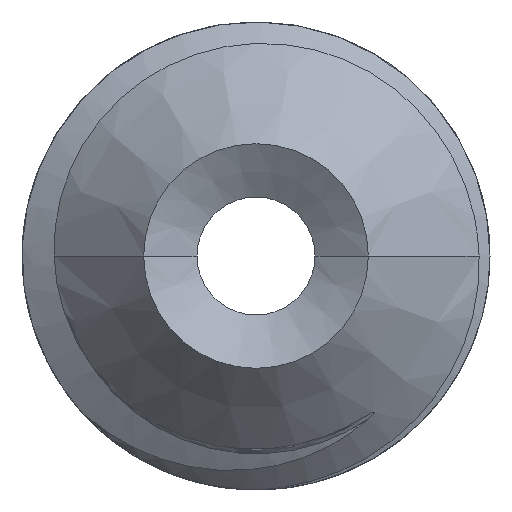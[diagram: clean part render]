
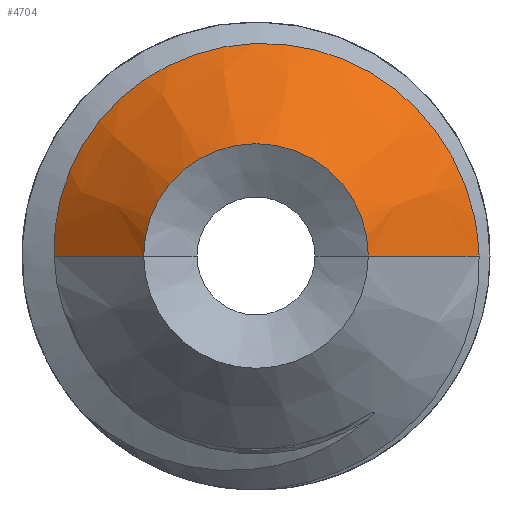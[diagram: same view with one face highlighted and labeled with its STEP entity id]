
A CAD part, left-side view. The second image highlights one B-rep face of the part: STEP entity #4704.
In plain terms, the highlighted conical face has half-angle 45 degrees and reference radius 2.276 mm.
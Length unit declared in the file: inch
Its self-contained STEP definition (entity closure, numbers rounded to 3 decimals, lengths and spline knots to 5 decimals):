
#1449=CARTESIAN_POINT('',(0.04785,0.10785,0.));
#1450=CARTESIAN_POINT('',(0.04804,0.10804,
0.00567));
#1451=CARTESIAN_POINT('',(0.04842,0.10753,
0.01712));
#1452=CARTESIAN_POINT('',(0.049,0.10396,
0.03429));
#1453=CARTESIAN_POINT('',(0.04958,0.09765,
0.05071));
#1454=CARTESIAN_POINT('',(0.05014,0.08897,
0.06569));
#1455=CARTESIAN_POINT('',(0.05071,0.078,
0.07922));
#1456=CARTESIAN_POINT('',(0.05128,0.0648,
0.09105));
#1457=CARTESIAN_POINT('',(0.05185,0.0499,
0.10061));
#1458=CARTESIAN_POINT('',(0.05241,0.03397,
0.10763));
#1459=CARTESIAN_POINT('',(0.05297,0.01681,
0.1122));
#1460=CARTESIAN_POINT('',(0.05355,-0.00117,
0.11402));
#1461=CARTESIAN_POINT('',(0.05412,-0.01929,
0.11296));
#1462=CARTESIAN_POINT('',(0.05468,-0.03672,
0.10913));
#1463=CARTESIAN_POINT('',(0.05524,-0.05344,
0.10263));
#1464=CARTESIAN_POINT('',(0.05581,-0.06918,
0.09347));
#1465=CARTESIAN_POINT('',(0.05637,-0.08325,
0.08197));
#1466=CARTESIAN_POINT('',(0.05692,-0.09522,
0.06864));
#1467=CARTESIAN_POINT('',(0.05748,-0.10521,
0.05335));
#1468=CARTESIAN_POINT('',(0.05805,-0.11282,
0.03638));
#1469=CARTESIAN_POINT('',(0.05861,-0.11768,
0.01834));
#1470=CARTESIAN_POINT('',(0.05898,-0.11898,
0.00611));
#1471=CARTESIAN_POINT('',(0.05917,-0.11917,0.));
#2097=DIRECTION('',(0.707,0.707,0.));
#2098=VECTOR('',#2097,0.06767);
#2099=CARTESIAN_POINT('',(0.,0.06,0.));
#2100=LINE('',#2099,#2098);
#2101=DIRECTION('',(0.707,-0.707,0.));
#2102=VECTOR('',#2101,0.08368);
#2103=CARTESIAN_POINT('',(0.,-0.06,0.));
#2104=LINE('',#2103,#2102);
#2105=CARTESIAN_POINT('',(0.,0.,0.));
#2106=DIRECTION('',(1.,0.,0.));
#2107=DIRECTION('',(0.,1.,0.));
#2108=AXIS2_PLACEMENT_3D('',#2105,#2106,#2107);
#2262=CARTESIAN_POINT('',(0.,0.06,0.));
#2263=CARTESIAN_POINT('',(0.04785,0.10785,0.));
#2264=VERTEX_POINT('',#2262);
#2265=VERTEX_POINT('',#2263);
#2266=CARTESIAN_POINT('',(0.,-0.06,0.));
#2267=CARTESIAN_POINT('',(0.05917,-0.11917,0.));
#2268=VERTEX_POINT('',#2266);
#2269=VERTEX_POINT('',#2267);
#4692=CARTESIAN_POINT('',(0.02958,0.,0.));
#4693=DIRECTION('',(1.,0.,0.));
#4694=DIRECTION('',(0.,-1.,0.));
#4695=AXIS2_PLACEMENT_3D('',#4692,#4693,#4694);
#4696=CONICAL_SURFACE('',#4695,0.08958,45.);
#4697=ORIENTED_EDGE('',*,*,#3393,.T.);
#4698=ORIENTED_EDGE('',*,*,#3369,.T.);
#4699=ORIENTED_EDGE('',*,*,#3397,.F.);
#4701=ORIENTED_EDGE('',*,*,#4700,.F.);
#4702=EDGE_LOOP('',(#4697,#4698,#4699,#4701));
#4703=FACE_OUTER_BOUND('',#4702,.F.);
#1472=B_SPLINE_CURVE_WITH_KNOTS('',3,(#1449,#1450,#1451,#1452,#1453,#1454,#1455,
#1456,#1457,#1458,#1459,#1460,#1461,#1462,#1463,#1464,#1465,#1466,#1467,#1468,
#1469,#1470,#1471),.UNSPECIFIED.,.F.,.F.,(4,1,1,1,1,1,1,1,1,1,1,1,1,1,1,1,1,1,1,
1,4),(0.,0.05,0.1,0.15,0.2,0.25,0.3,0.35,0.4,0.45,0.5,
0.55,0.6,0.65,0.7,0.75,0.8,0.85,0.9,0.95,1.),.UNSPECIFIED.);
#2109=CIRCLE('',#2108,0.06);
#3369=EDGE_CURVE('',#2265,#2269,#1472,.T.);
#3393=EDGE_CURVE('',#2264,#2265,#2100,.T.);
#3397=EDGE_CURVE('',#2268,#2269,#2104,.T.);
#4700=EDGE_CURVE('',#2264,#2268,#2109,.T.);
#4704=ADVANCED_FACE('',(#4703),#4696,.T.);
